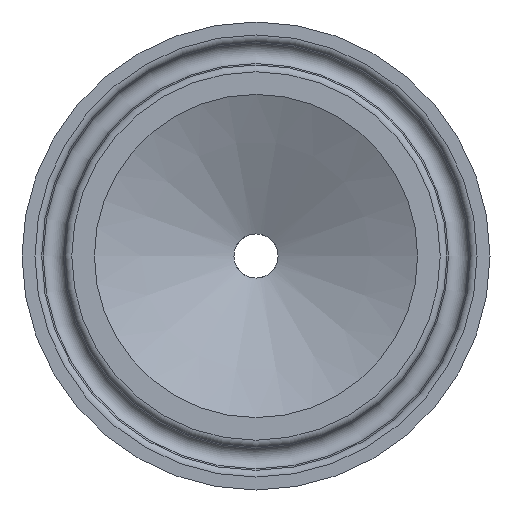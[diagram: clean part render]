
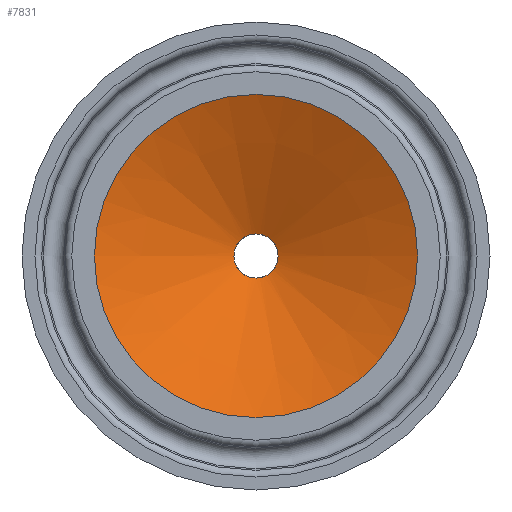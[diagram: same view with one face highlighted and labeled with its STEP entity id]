
A CAD part, left-side view. The second image highlights one B-rep face of the part: STEP entity #7831.
In plain terms, the highlighted conical face has half-angle 66 degrees and reference radius 9.887 mm.
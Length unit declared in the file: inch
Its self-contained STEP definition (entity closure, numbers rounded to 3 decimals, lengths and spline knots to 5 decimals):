
#34=CIRCLE('',#8111,0.0935);
#35=CIRCLE('',#8112,0.0935);
#59=CIRCLE('',#8143,0.685);
#60=CIRCLE('',#8144,0.685);
#715=LINE('',#17332,#1106);
#1106=VECTOR('',#9184,0.38925);
#1715=FACE_OUTER_BOUND('',#2195,.T.);
#2195=EDGE_LOOP('',(#7302,#7303,#7304,#7305,#7306,#7307));
#3709=VERTEX_POINT('',#17233);
#3710=VERTEX_POINT('',#17235);
#3731=VERTEX_POINT('',#17290);
#3732=VERTEX_POINT('',#17291);
#4889=EDGE_CURVE('',#3710,#3709,#34,.T.);
#4890=EDGE_CURVE('',#3709,#3710,#35,.T.);
#4916=EDGE_CURVE('',#3731,#3732,#59,.T.);
#4917=EDGE_CURVE('',#3732,#3731,#60,.T.);
#4935=EDGE_CURVE('',#3709,#3732,#715,.T.);
#7302=ORIENTED_EDGE('',*,*,#4889,.T.);
#7303=ORIENTED_EDGE('',*,*,#4935,.T.);
#7304=ORIENTED_EDGE('',*,*,#4916,.F.);
#7305=ORIENTED_EDGE('',*,*,#4917,.F.);
#7306=ORIENTED_EDGE('',*,*,#4935,.F.);
#7307=ORIENTED_EDGE('',*,*,#4890,.T.);
#7368=CONICAL_SURFACE('',#8165,0.38925,1.152);
#7831=ADVANCED_FACE('',(#1715),#7368,.F.);
#8111=AXIS2_PLACEMENT_3D('',#17236,#9068,#9069);
#8112=AXIS2_PLACEMENT_3D('',#17237,#9070,#9071);
#8143=AXIS2_PLACEMENT_3D('',#17292,#9134,#9135);
#8144=AXIS2_PLACEMENT_3D('',#17293,#9136,#9137);
#8165=AXIS2_PLACEMENT_3D('',#17331,#9182,#9183);
#9068=DIRECTION('center_axis',(1.,0.,0.));
#9069=DIRECTION('ref_axis',(0.,1.,0.));
#9070=DIRECTION('center_axis',(1.,0.,0.));
#9071=DIRECTION('ref_axis',(0.,1.,0.));
#9134=DIRECTION('center_axis',(1.,0.,0.));
#9135=DIRECTION('ref_axis',(0.,1.,0.));
#9136=DIRECTION('center_axis',(1.,0.,0.));
#9137=DIRECTION('ref_axis',(0.,1.,0.));
#9182=DIRECTION('center_axis',(-1.,0.,0.));
#9183=DIRECTION('ref_axis',(0.,1.,0.));
#9184=DIRECTION('',(-0.407,-0.914,0.));
#17233=CARTESIAN_POINT('',(0.26335,-0.0935,0.));
#17235=CARTESIAN_POINT('',(0.26335,0.0935,0.));
#17236=CARTESIAN_POINT('Origin',(0.26335,0.,
0.));
#17237=CARTESIAN_POINT('Origin',(0.26335,0.,
0.));
#17290=CARTESIAN_POINT('',(0.,0.685,0.));
#17291=CARTESIAN_POINT('',(0.,-0.685,0.));
#17292=CARTESIAN_POINT('Origin',(0.,0.,
0.));
#17293=CARTESIAN_POINT('Origin',(0.,0.,
0.));
#17331=CARTESIAN_POINT('Origin',(0.13168,0.,
0.));
#17332=CARTESIAN_POINT('',(0.13168,-0.38925,0.));
